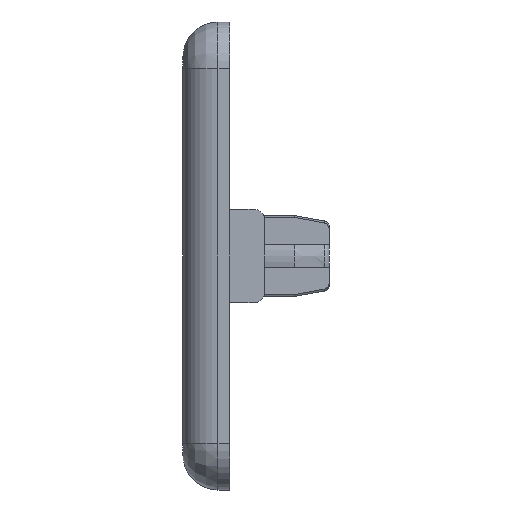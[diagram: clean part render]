
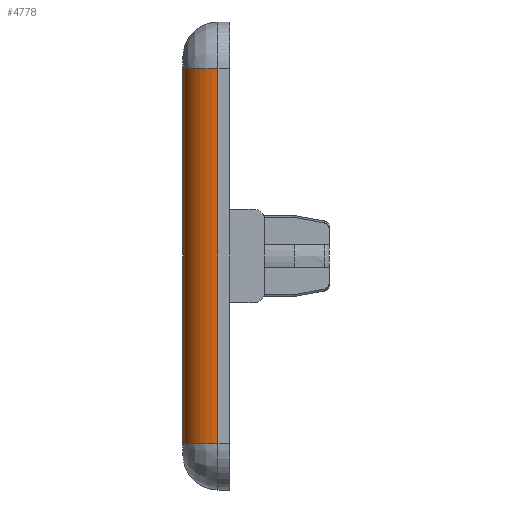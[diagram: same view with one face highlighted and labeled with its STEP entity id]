
A CAD part, left-side view. The second image highlights one B-rep face of the part: STEP entity #4778.
In plain terms, the highlighted cylindrical face has radius 3 mm (diameter 6 mm), a partial arc.
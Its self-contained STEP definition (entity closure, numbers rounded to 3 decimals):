
#3995 = PLANE('',#3996);
#3996 = AXIS2_PLACEMENT_3D('',#3997,#3998,#3999);
#3997 = CARTESIAN_POINT('',(-40.,-4.,-16.));
#3998 = DIRECTION('',(-1.,0.,0.));
#3999 = DIRECTION('',(0.,0.,1.));
#4103 = VERTEX_POINT('',#4104);
#4104 = CARTESIAN_POINT('',(-40.,-3.,-16.));
#4142 = SURFACE_OF_REVOLUTION('',#4143,#4156);
#4143 = B_SPLINE_CURVE_WITH_KNOTS('',6,(#4144,#4145,#4146,#4147,#4148,
    #4149,#4150,#4151,#4152,#4153,#4154,#4155),.UNSPECIFIED.,.F.,.F.,(7,
    5,7),(0.,0.785,1.571),.UNSPECIFIED.);
#4144 = CARTESIAN_POINT('',(-36.,-3.,-12.));
#4145 = CARTESIAN_POINT('',(-36.,-2.607,-12.));
#4146 = CARTESIAN_POINT('',(-36.,-2.215,-12.062));
#4147 = CARTESIAN_POINT('',(-36.,-1.834,-12.185));
#4148 = CARTESIAN_POINT('',(-36.,-1.478,-12.367));
#4149 = CARTESIAN_POINT('',(-36.,-1.156,-12.601));
#4150 = CARTESIAN_POINT('',(-36.,-0.601,-13.156));
#4151 = CARTESIAN_POINT('',(-36.,-0.367,-13.478));
#4152 = CARTESIAN_POINT('',(-36.,-0.185,-13.834));
#4153 = CARTESIAN_POINT('',(-36.,-0.062,-14.215));
#4154 = CARTESIAN_POINT('',(-36.,0.,-14.607));
#4155 = CARTESIAN_POINT('',(-36.,0.,-15.));
#4156 = AXIS1_PLACEMENT('',#4157,#4158);
#4157 = CARTESIAN_POINT('',(-36.,-3.,-16.));
#4158 = DIRECTION('',(0.,1.,0.));
#4192 = VERTEX_POINT('',#4193);
#4193 = CARTESIAN_POINT('',(-40.,-3.,16.));
#4214 = EDGE_CURVE('',#4103,#4192,#4215,.T.);
#4215 = SURFACE_CURVE('',#4216,(#4220,#4227),.PCURVE_S1.);
#4216 = LINE('',#4217,#4218);
#4217 = CARTESIAN_POINT('',(-40.,-3.,-16.));
#4218 = VECTOR('',#4219,1.);
#4219 = DIRECTION('',(0.,0.,1.));
#4220 = PCURVE('',#3995,#4221);
#4221 = DEFINITIONAL_REPRESENTATION('',(#4222),#4226);
#4222 = LINE('',#4223,#4224);
#4223 = CARTESIAN_POINT('',(0.,1.));
#4224 = VECTOR('',#4225,1.);
#4225 = DIRECTION('',(1.,0.));
#4226 = ( GEOMETRIC_REPRESENTATION_CONTEXT(2) 
PARAMETRIC_REPRESENTATION_CONTEXT() REPRESENTATION_CONTEXT('2D SPACE',''
  ) );
#4227 = PCURVE('',#4228,#4233);
#4228 = CYLINDRICAL_SURFACE('',#4229,3.);
#4229 = AXIS2_PLACEMENT_3D('',#4230,#4231,#4232);
#4230 = CARTESIAN_POINT('',(-37.,-3.,-16.));
#4231 = DIRECTION('',(0.,0.,1.));
#4232 = DIRECTION('',(1.,0.,-0.));
#4233 = DEFINITIONAL_REPRESENTATION('',(#4234),#4238);
#4234 = LINE('',#4235,#4236);
#4235 = CARTESIAN_POINT('',(3.142,0.));
#4236 = VECTOR('',#4237,1.);
#4237 = DIRECTION('',(0.,1.));
#4238 = ( GEOMETRIC_REPRESENTATION_CONTEXT(2) 
PARAMETRIC_REPRESENTATION_CONTEXT() REPRESENTATION_CONTEXT('2D SPACE',''
  ) );
#4283 = SURFACE_OF_REVOLUTION('',#4284,#4297);
#4284 = B_SPLINE_CURVE_WITH_KNOTS('',6,(#4285,#4286,#4287,#4288,#4289,
    #4290,#4291,#4292,#4293,#4294,#4295,#4296),.UNSPECIFIED.,.F.,.F.,(7,
    5,7),(0.,0.785,1.571),.UNSPECIFIED.);
#4285 = CARTESIAN_POINT('',(-36.,-3.,20.));
#4286 = CARTESIAN_POINT('',(-36.,-2.607,20.));
#4287 = CARTESIAN_POINT('',(-36.,-2.215,19.938));
#4288 = CARTESIAN_POINT('',(-36.,-1.834,19.815));
#4289 = CARTESIAN_POINT('',(-36.,-1.478,19.633));
#4290 = CARTESIAN_POINT('',(-36.,-1.156,19.399));
#4291 = CARTESIAN_POINT('',(-36.,-0.601,18.844));
#4292 = CARTESIAN_POINT('',(-36.,-0.367,18.522));
#4293 = CARTESIAN_POINT('',(-36.,-0.185,18.166));
#4294 = CARTESIAN_POINT('',(-36.,-0.062,17.785));
#4295 = CARTESIAN_POINT('',(-36.,0.,17.393));
#4296 = CARTESIAN_POINT('',(-36.,0.,17.));
#4297 = AXIS1_PLACEMENT('',#4298,#4299);
#4298 = CARTESIAN_POINT('',(-36.,-3.,16.));
#4299 = DIRECTION('',(0.,1.,0.));
#4598 = PLANE('',#4599);
#4599 = AXIS2_PLACEMENT_3D('',#4600,#4601,#4602);
#4600 = CARTESIAN_POINT('',(-36.,0.,-16.));
#4601 = DIRECTION('',(0.,1.,0.));
#4602 = DIRECTION('',(0.,-0.,1.));
#4688 = VERTEX_POINT('',#4689);
#4689 = CARTESIAN_POINT('',(-37.,0.,-16.));
#4711 = EDGE_CURVE('',#4688,#4712,#4714,.T.);
#4712 = VERTEX_POINT('',#4713);
#4713 = CARTESIAN_POINT('',(-37.,0.,16.));
#4714 = SURFACE_CURVE('',#4715,(#4719,#4726),.PCURVE_S1.);
#4715 = LINE('',#4716,#4717);
#4716 = CARTESIAN_POINT('',(-37.,0.,-16.));
#4717 = VECTOR('',#4718,1.);
#4718 = DIRECTION('',(0.,0.,1.));
#4719 = PCURVE('',#4598,#4720);
#4720 = DEFINITIONAL_REPRESENTATION('',(#4721),#4725);
#4721 = LINE('',#4722,#4723);
#4722 = CARTESIAN_POINT('',(0.,-1.));
#4723 = VECTOR('',#4724,1.);
#4724 = DIRECTION('',(1.,0.));
#4725 = ( GEOMETRIC_REPRESENTATION_CONTEXT(2) 
PARAMETRIC_REPRESENTATION_CONTEXT() REPRESENTATION_CONTEXT('2D SPACE',''
  ) );
#4726 = PCURVE('',#4228,#4727);
#4727 = DEFINITIONAL_REPRESENTATION('',(#4728),#4732);
#4728 = LINE('',#4729,#4730);
#4729 = CARTESIAN_POINT('',(1.571,0.));
#4730 = VECTOR('',#4731,1.);
#4731 = DIRECTION('',(0.,1.));
#4732 = ( GEOMETRIC_REPRESENTATION_CONTEXT(2) 
PARAMETRIC_REPRESENTATION_CONTEXT() REPRESENTATION_CONTEXT('2D SPACE',''
  ) );
#4778 = ADVANCED_FACE('',(#4779),#4228,.T.);
#4779 = FACE_BOUND('',#4780,.T.);
#4780 = EDGE_LOOP('',(#4781,#4803,#4804,#4826));
#4781 = ORIENTED_EDGE('',*,*,#4782,.F.);
#4782 = EDGE_CURVE('',#4103,#4688,#4783,.T.);
#4783 = SURFACE_CURVE('',#4784,(#4789,#4796),.PCURVE_S1.);
#4784 = CIRCLE('',#4785,3.);
#4785 = AXIS2_PLACEMENT_3D('',#4786,#4787,#4788);
#4786 = CARTESIAN_POINT('',(-37.,-3.,-16.));
#4787 = DIRECTION('',(0.,0.,-1.));
#4788 = DIRECTION('',(0.,1.,0.));
#4789 = PCURVE('',#4228,#4790);
#4790 = DEFINITIONAL_REPRESENTATION('',(#4791),#4795);
#4791 = LINE('',#4792,#4793);
#4792 = CARTESIAN_POINT('',(7.854,0.));
#4793 = VECTOR('',#4794,1.);
#4794 = DIRECTION('',(-1.,0.));
#4795 = ( GEOMETRIC_REPRESENTATION_CONTEXT(2) 
PARAMETRIC_REPRESENTATION_CONTEXT() REPRESENTATION_CONTEXT('2D SPACE',''
  ) );
#4796 = PCURVE('',#4142,#4797);
#4797 = DEFINITIONAL_REPRESENTATION('',(#4798),#4802);
#4798 = LINE('',#4799,#4800);
#4799 = CARTESIAN_POINT('',(4.712,-4.712));
#4800 = VECTOR('',#4801,1.);
#4801 = DIRECTION('',(0.,1.));
#4802 = ( GEOMETRIC_REPRESENTATION_CONTEXT(2) 
PARAMETRIC_REPRESENTATION_CONTEXT() REPRESENTATION_CONTEXT('2D SPACE',''
  ) );
#4803 = ORIENTED_EDGE('',*,*,#4214,.T.);
#4804 = ORIENTED_EDGE('',*,*,#4805,.F.);
#4805 = EDGE_CURVE('',#4712,#4192,#4806,.T.);
#4806 = SURFACE_CURVE('',#4807,(#4812,#4819),.PCURVE_S1.);
#4807 = CIRCLE('',#4808,3.);
#4808 = AXIS2_PLACEMENT_3D('',#4809,#4810,#4811);
#4809 = CARTESIAN_POINT('',(-37.,-3.,16.));
#4810 = DIRECTION('',(0.,0.,1.));
#4811 = DIRECTION('',(1.,0.,-0.));
#4812 = PCURVE('',#4228,#4813);
#4813 = DEFINITIONAL_REPRESENTATION('',(#4814),#4818);
#4814 = LINE('',#4815,#4816);
#4815 = CARTESIAN_POINT('',(0.,32.));
#4816 = VECTOR('',#4817,1.);
#4817 = DIRECTION('',(1.,0.));
#4818 = ( GEOMETRIC_REPRESENTATION_CONTEXT(2) 
PARAMETRIC_REPRESENTATION_CONTEXT() REPRESENTATION_CONTEXT('2D SPACE',''
  ) );
#4819 = PCURVE('',#4283,#4820);
#4820 = DEFINITIONAL_REPRESENTATION('',(#4821),#4825);
#4821 = LINE('',#4822,#4823);
#4822 = CARTESIAN_POINT('',(4.712,3.142));
#4823 = VECTOR('',#4824,1.);
#4824 = DIRECTION('',(0.,-1.));
#4825 = ( GEOMETRIC_REPRESENTATION_CONTEXT(2) 
PARAMETRIC_REPRESENTATION_CONTEXT() REPRESENTATION_CONTEXT('2D SPACE',''
  ) );
#4826 = ORIENTED_EDGE('',*,*,#4711,.F.);
